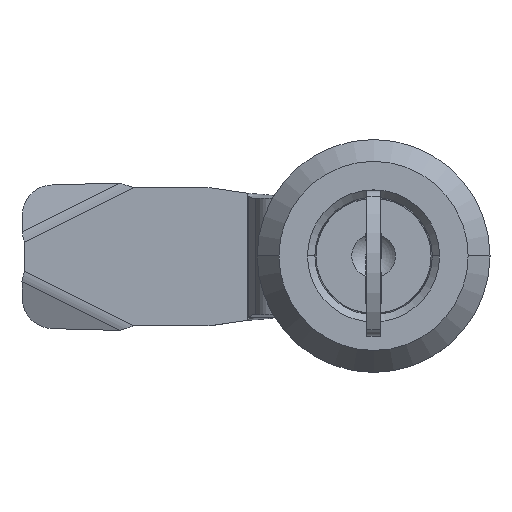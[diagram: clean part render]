
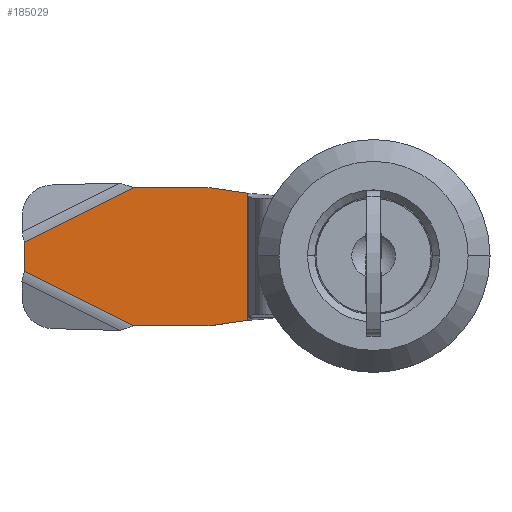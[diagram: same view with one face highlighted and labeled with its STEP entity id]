
A CAD part, top view. The second image highlights one B-rep face of the part: STEP entity #185029.
In plain terms, the highlighted planar face has unit normal (0, 0, 1).
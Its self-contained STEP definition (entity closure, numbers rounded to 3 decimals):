
#153 = VERTEX_POINT ( 'NONE', #214257 ) ;
#4364 = ORIENTED_EDGE ( 'NONE', *, *, #160926, .T. ) ;
#8744 = EDGE_CURVE ( 'NONE', #157968, #190018, #85091, .T. ) ;
#14967 = LINE ( 'NONE', #95224, #42120 ) ;
#25423 = DIRECTION ( 'NONE',  ( -1., 0., 0. ) ) ;
#26460 = LINE ( 'NONE', #151412, #175227 ) ;
#27344 = ORIENTED_EDGE ( 'NONE', *, *, #42235, .T. ) ;
#28677 = VECTOR ( 'NONE', #224411, 1000. ) ;
#40707 = CARTESIAN_POINT ( 'NONE',  ( -22.792, 9.5, 40.5 ) ) ;
#40783 = DIRECTION ( 'NONE',  ( 0., 1., 0. ) ) ;
#42120 = VECTOR ( 'NONE', #175521, 1000. ) ;
#42235 = EDGE_CURVE ( 'NONE', #190018, #63576, #14967, .T. ) ;
#45380 = VECTOR ( 'NONE', #90102, 1000. ) ;
#46371 = CARTESIAN_POINT ( 'NONE',  ( -32.996, -9.5, 40.5 ) ) ;
#53125 = VECTOR ( 'NONE', #57468, 1000. ) ;
#53530 = EDGE_CURVE ( 'NONE', #257060, #215658, #73314, .T. ) ;
#53754 = ORIENTED_EDGE ( 'NONE', *, *, #8744, .T. ) ;
#54189 = CARTESIAN_POINT ( 'NONE',  ( -48., -1.998, 40.5 ) ) ;
#57468 = DIRECTION ( 'NONE',  ( 0.894, -0.447, 0. ) ) ;
#58134 = VECTOR ( 'NONE', #62649, 1000. ) ;
#62649 = DIRECTION ( 'NONE',  ( 1., 0., 0. ) ) ;
#63576 = VERTEX_POINT ( 'NONE', #107087 ) ;
#63939 = LINE ( 'NONE', #102144, #58134 ) ;
#66437 = DIRECTION ( 'NONE',  ( 0., 0., 1. ) ) ;
#73314 = LINE ( 'NONE', #237748, #53125 ) ;
#85091 = CIRCLE ( 'NONE', #215313, 4. ) ;
#87988 = ORIENTED_EDGE ( 'NONE', *, *, #209960, .T. ) ;
#90102 = DIRECTION ( 'NONE',  ( 0.894, 0.447, 0. ) ) ;
#95224 = CARTESIAN_POINT ( 'NONE',  ( -22.5, -9.5, 40.5 ) ) ;
#97282 = VERTEX_POINT ( 'NONE', #187087 ) ;
#102144 = CARTESIAN_POINT ( 'NONE',  ( -48., -9.5, 40.5 ) ) ;
#102165 = CARTESIAN_POINT ( 'NONE',  ( -22.792, -9.5, 40.5 ) ) ;
#107087 = CARTESIAN_POINT ( 'NONE',  ( -17.263, -8.732, 40.5 ) ) ;
#113135 = CARTESIAN_POINT ( 'NONE',  ( -32.996, 9.5, 40.5 ) ) ;
#119756 = CARTESIAN_POINT ( 'NONE',  ( -17.263, 0., 40.5 ) ) ;
#120063 = DIRECTION ( 'NONE',  ( 0., 0., 1. ) ) ;
#121121 = VERTEX_POINT ( 'NONE', #113135 ) ;
#121792 = FACE_OUTER_BOUND ( 'NONE', #220836, .T. ) ;
#123627 = LINE ( 'NONE', #119756, #155986 ) ;
#123661 = DIRECTION ( 'NONE',  ( 0., -1., 0. ) ) ;
#127570 = CARTESIAN_POINT ( 'NONE',  ( -48., -9.5, 40.5 ) ) ;
#130584 = VERTEX_POINT ( 'NONE', #189557 ) ;
#132555 = EDGE_CURVE ( 'NONE', #189379, #121121, #26460, .T. ) ;
#136562 = EDGE_CURVE ( 'NONE', #97282, #130584, #145441, .T. ) ;
#137458 = EDGE_CURVE ( 'NONE', #153, #121121, #150644, .T. ) ;
#138521 = DIRECTION ( 'NONE',  ( -1., 0., 0. ) ) ;
#141116 = CARTESIAN_POINT ( 'NONE',  ( -22.792, 5.5, 40.5 ) ) ;
#143418 = LINE ( 'NONE', #127570, #225472 ) ;
#144092 = EDGE_CURVE ( 'NONE', #215658, #157968, #63939, .T. ) ;
#144121 = PLANE ( 'NONE',  #224254 ) ;
#145180 = DIRECTION ( 'NONE',  ( 0., 0., 1. ) ) ;
#145441 = LINE ( 'NONE', #227010, #28677 ) ;
#146722 = CARTESIAN_POINT ( 'NONE',  ( 4.464, 0., 40.5 ) ) ;
#150644 = LINE ( 'NONE', #174300, #45380 ) ;
#151412 = CARTESIAN_POINT ( 'NONE',  ( -48., 9.5, 40.5 ) ) ;
#155986 = VECTOR ( 'NONE', #40783, 1000. ) ;
#157968 = VERTEX_POINT ( 'NONE', #102165 ) ;
#158688 = AXIS2_PLACEMENT_3D ( 'NONE', #141116, #120063, #138521 ) ;
#159383 = ORIENTED_EDGE ( 'NONE', *, *, #53530, .T. ) ;
#160926 = EDGE_CURVE ( 'NONE', #130584, #189379, #225893, .T. ) ;
#174300 = CARTESIAN_POINT ( 'NONE',  ( -6.828, 22.584, 40.5 ) ) ;
#175227 = VECTOR ( 'NONE', #226481, 1000. ) ;
#175521 = DIRECTION ( 'NONE',  ( 0.989, 0.145, 0. ) ) ;
#180446 = ORIENTED_EDGE ( 'NONE', *, *, #235670, .T. ) ;
#185029 = ADVANCED_FACE ( 'NONE', ( #121792 ), #144121, .T. ) ;
#187087 = CARTESIAN_POINT ( 'NONE',  ( -17.263, 8.732, 40.5 ) ) ;
#189379 = VERTEX_POINT ( 'NONE', #40707 ) ;
#189557 = CARTESIAN_POINT ( 'NONE',  ( -22.211, 9.458, 40.5 ) ) ;
#190018 = VERTEX_POINT ( 'NONE', #242037 ) ;
#203019 = ORIENTED_EDGE ( 'NONE', *, *, #144092, .T. ) ;
#205952 = DIRECTION ( 'NONE',  ( -1., 0., 0. ) ) ;
#209960 = EDGE_CURVE ( 'NONE', #153, #257060, #143418, .T. ) ;
#214257 = CARTESIAN_POINT ( 'NONE',  ( -48., 1.998, 40.5 ) ) ;
#215313 = AXIS2_PLACEMENT_3D ( 'NONE', #245195, #145180, #25423 ) ;
#215658 = VERTEX_POINT ( 'NONE', #46371 ) ;
#220836 = EDGE_LOOP ( 'NONE', ( #239836, #87988, #159383, #203019, #53754, #27344, #180446, #252946, #4364, #259028 ) ) ;
#224254 = AXIS2_PLACEMENT_3D ( 'NONE', #146722, #66437, #205952 ) ;
#224411 = DIRECTION ( 'NONE',  ( -0.989, 0.145, 0. ) ) ;
#225472 = VECTOR ( 'NONE', #123661, 1000. ) ;
#225893 = CIRCLE ( 'NONE', #158688, 4. ) ;
#226481 = DIRECTION ( 'NONE',  ( -1., 0., 0. ) ) ;
#227010 = CARTESIAN_POINT ( 'NONE',  ( -7.5, 7.3, 40.5 ) ) ;
#235670 = EDGE_CURVE ( 'NONE', #63576, #97282, #123627, .T. ) ;
#237748 = CARTESIAN_POINT ( 'NONE',  ( -6.828, -22.584, 40.5 ) ) ;
#239836 = ORIENTED_EDGE ( 'NONE', *, *, #137458, .F. ) ;
#242037 = CARTESIAN_POINT ( 'NONE',  ( -22.211, -9.458, 40.5 ) ) ;
#245195 = CARTESIAN_POINT ( 'NONE',  ( -22.792, -5.5, 40.5 ) ) ;
#252946 = ORIENTED_EDGE ( 'NONE', *, *, #136562, .T. ) ;
#257060 = VERTEX_POINT ( 'NONE', #54189 ) ;
#259028 = ORIENTED_EDGE ( 'NONE', *, *, #132555, .T. ) ;
